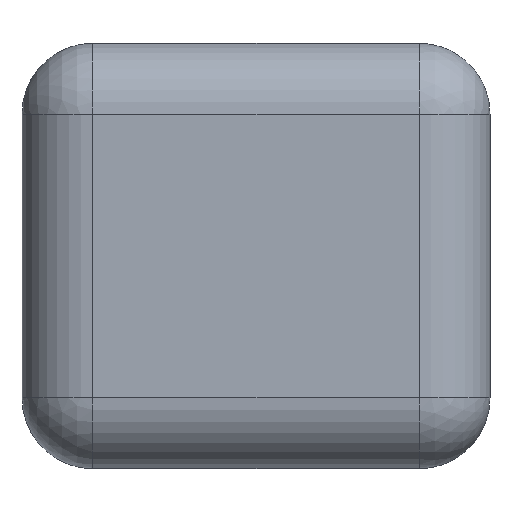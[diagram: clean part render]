
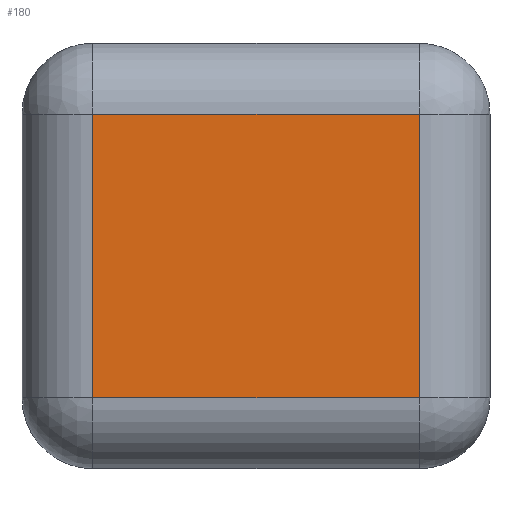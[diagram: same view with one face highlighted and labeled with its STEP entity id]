
A CAD part, left-side view. The second image highlights one B-rep face of the part: STEP entity #180.
In plain terms, the highlighted planar face has unit normal (-1, 0, 0).
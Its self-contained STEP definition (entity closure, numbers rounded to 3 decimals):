
#162 = ORIENTED_EDGE ( 'NONE', *, *, #163, .T. ) ;
#163 = EDGE_CURVE ( 'NONE', #188, #164, #838, .T. ) ;
#164 = VERTEX_POINT ( 'NONE', #834 ) ;
#165 = ORIENTED_EDGE ( 'NONE', *, *, #166, .T. ) ;
#166 = EDGE_CURVE ( 'NONE', #164, #184, #832, .T. ) ;
#180 = ADVANCED_FACE ( 'NONE', ( #886 ), #927, .F. ) ;
#181 = EDGE_LOOP ( 'NONE', ( #182, #186, #162, #165 ) ) ;
#182 = ORIENTED_EDGE ( 'NONE', *, *, #183, .T. ) ;
#183 = EDGE_CURVE ( 'NONE', #184, #185, #922, .T. ) ;
#184 = VERTEX_POINT ( 'NONE', #918 ) ;
#185 = VERTEX_POINT ( 'NONE', #917 ) ;
#186 = ORIENTED_EDGE ( 'NONE', *, *, #187, .T. ) ;
#187 = EDGE_CURVE ( 'NONE', #185, #188, #915, .T. ) ;
#188 = VERTEX_POINT ( 'NONE', #964 ) ;
#829 = DIRECTION ( 'NONE',  ( 0., 0., 1. ) ) ;
#830 = VECTOR ( 'NONE', #829, 1000. ) ;
#831 = CARTESIAN_POINT ( 'NONE',  ( -0.3, 0.05, 0.15 ) ) ;
#832 = LINE ( 'NONE', #831, #830 ) ;
#834 = CARTESIAN_POINT ( 'NONE',  ( -0.3, 0.05, -0.1 ) ) ;
#835 = DIRECTION ( 'NONE',  ( 0., -1., 0. ) ) ;
#836 = VECTOR ( 'NONE', #835, 1000. ) ;
#837 = CARTESIAN_POINT ( 'NONE',  ( -0.3, 0.33, -0.1 ) ) ;
#838 = LINE ( 'NONE', #837, #836 ) ;
#886 = FACE_OUTER_BOUND ( 'NONE', #181, .T. ) ;
#912 = DIRECTION ( 'NONE',  ( 0., 0., -1. ) ) ;
#913 = VECTOR ( 'NONE', #912, 1000. ) ;
#914 = CARTESIAN_POINT ( 'NONE',  ( -0.3, 0.28, 0.15 ) ) ;
#915 = LINE ( 'NONE', #914, #913 ) ;
#917 = CARTESIAN_POINT ( 'NONE',  ( -0.3, 0.28, 0.1 ) ) ;
#918 = CARTESIAN_POINT ( 'NONE',  ( -0.3, 0.05, 0.1 ) ) ;
#919 = DIRECTION ( 'NONE',  ( 0., 1., 0. ) ) ;
#920 = VECTOR ( 'NONE', #919, 1000. ) ;
#921 = CARTESIAN_POINT ( 'NONE',  ( -0.3, 0.33, 0.1 ) ) ;
#922 = LINE ( 'NONE', #921, #920 ) ;
#923 = DIRECTION ( 'NONE',  ( 0., 0., -1. ) ) ;
#924 = DIRECTION ( 'NONE',  ( 1., 0., 0. ) ) ;
#925 = CARTESIAN_POINT ( 'NONE',  ( -0.3, 0.33, 0.15 ) ) ;
#926 = AXIS2_PLACEMENT_3D ( 'NONE', #925, #924, #923 ) ;
#927 = PLANE ( 'NONE',  #926 ) ;
#964 = CARTESIAN_POINT ( 'NONE',  ( -0.3, 0.28, -0.1 ) ) ;
